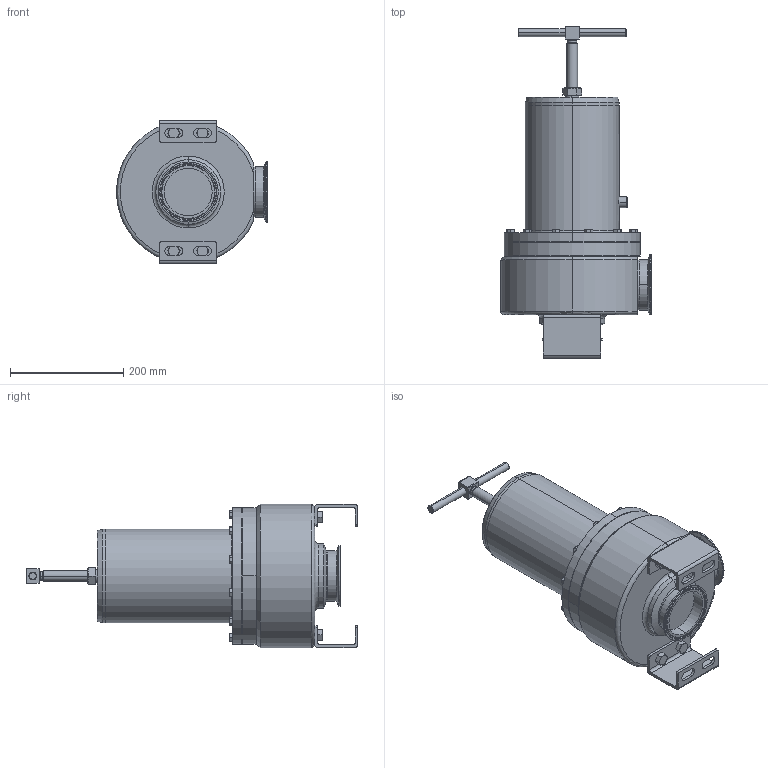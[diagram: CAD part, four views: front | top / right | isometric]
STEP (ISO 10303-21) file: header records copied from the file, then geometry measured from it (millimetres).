
FILE_DESCRIPTION (( 'STEP AP203' ), '1' );
FILE_NAME ('96SAA-80.STEP', '2017-06-07T17:43:11', ( '' ), ( '' ), 'SwSTEP 2.0', 'SolidWorks 2014', '' );
FILE_SCHEMA (( 'CONFIG_CONTROL_DESIGN' ));
Length unit declared in the file: inch
Products named in the file (2): 96SAA-80
Bounding box: 266.06 x 585.98 x 252.73 mm (x, y, z)
Volume: 12602054.7 mm3; surface area: 479560.4 mm2
Topology: 1 solids, 1 shells, 471 faces, 1118 edges, 690 vertices
Faces by surface type: plane 180, cone 133, cylinder 127, torus 31
Entity records: 14643 total; most frequent: CARTESIAN_POINT 3551, DIRECTION 2310, ORIENTED_EDGE 2236, EDGE_CURVE 1118, AXIS2_PLACEMENT_3D 925, VERTEX_POINT 690, EDGE_LOOP 568, ADVANCED_FACE 471
